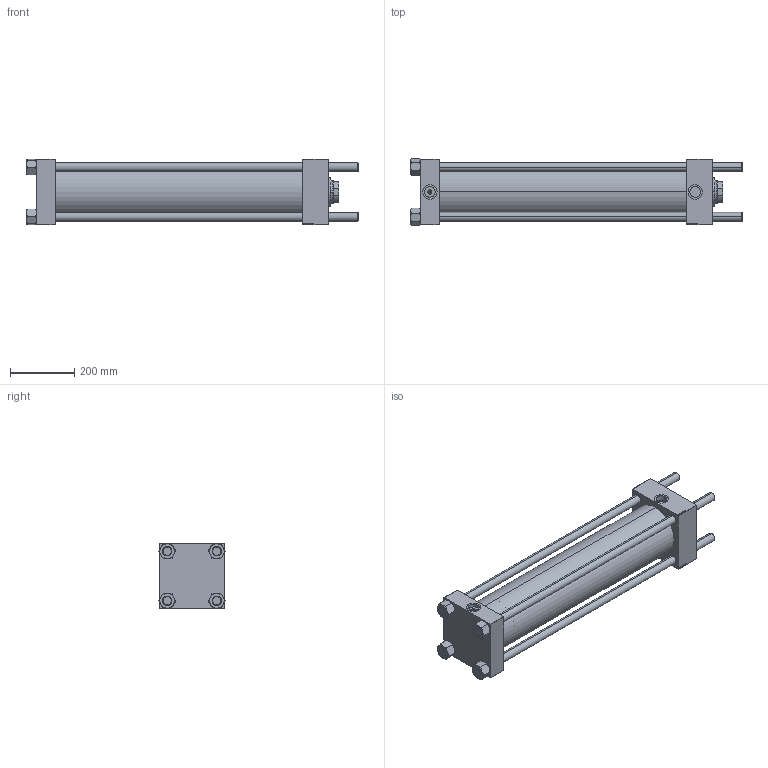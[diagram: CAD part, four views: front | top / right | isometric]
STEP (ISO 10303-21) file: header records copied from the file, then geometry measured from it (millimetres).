
FILE_DESCRIPTION (( 'STEP AP203' ), '1' );
FILE_NAME ('985e.STEP', '2023-08-23T18:37:58', ( '' ), ( '' ), 'SwSTEP 2.0', 'SolidWorks 2019', '' );
FILE_SCHEMA (( 'CONFIG_CONTROL_DESIGN' ));
Products named in the file (6): 985e; V215_VC_A 8c6ffc53f2585088b54feba4c74e10de; V215CR_B-1 8c6ffc53f2585088b54feba4c74e10de; V215CR_VCP_B 8c6ffc53f2585088b54feba4c74e10de; V215CR_B_TYCINKA 8c6ffc53f2585088b54feba4c74e10de; NUT_M5_B 8c6ffc53f2585088b54feba4c74e10de
Assembly tree (11 placements, depth 2):
  985e
    V215CR_B-1 8c6ffc53f2585088b54feba4c74e10de
    V215CR_VCP_B 8c6ffc53f2585088b54feba4c74e10de
    NUT_M5_B 8c6ffc53f2585088b54feba4c74e10de  x4
    V215CR_B_TYCINKA 8c6ffc53f2585088b54feba4c74e10de  x4
    V215_VC_A 8c6ffc53f2585088b54feba4c74e10de
Bounding box: 1036 x 207.94 x 205 mm (x, y, z)
Volume: 12971628 mm3; surface area: 1830526.5 mm2
Topology: 11 solids, 11 shells, 1206 faces, 3090 edges, 2015 vertices
Faces by surface type: bspline 504, plane 480, cone 136, cylinder 78, torus 8
Entity records: 57274 total; most frequent: CARTESIAN_POINT 34128, ORIENTED_EDGE 5444, DIRECTION 2998, EDGE_CURVE 2722, VERTEX_POINT 1793, VECTOR 1464, LINE 1464, EDGE_LOOP 1175
